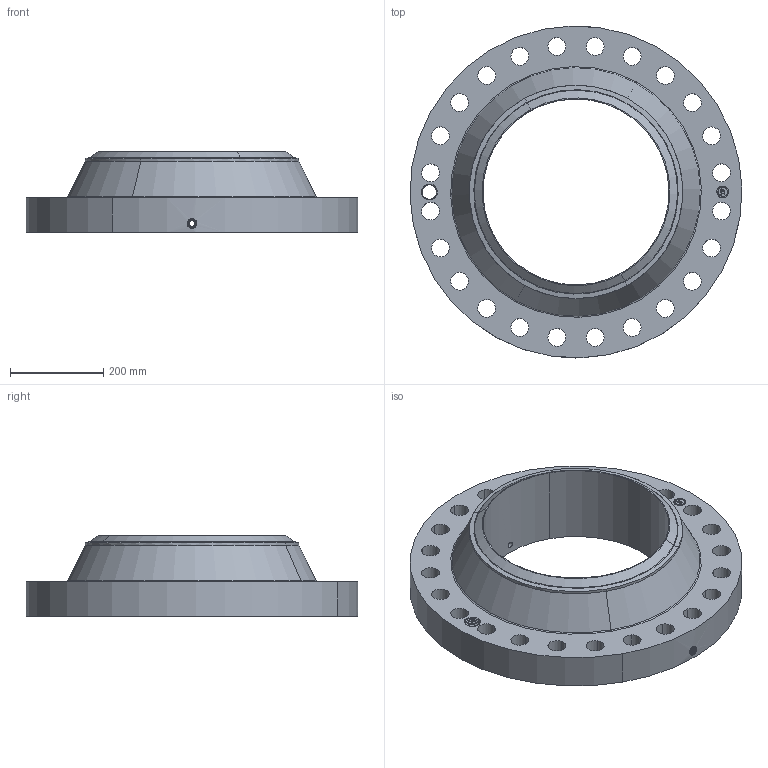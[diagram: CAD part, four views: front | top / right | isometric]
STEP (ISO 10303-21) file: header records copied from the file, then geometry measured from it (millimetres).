
FILE_DESCRIPTION(('3D STEP'),'2;1');
FILE_NAME('18-400-RTJ-WELD-NECK-100-ORIF-FLANGE.stp','2013-10-21T07:45:30+00:00',('Texas Flange'),(''),'CATIA Version 5 Release 20 SP 6 (IN-10)','CATIA V5 STEP AP214','800-826-3801');
FILE_SCHEMA(('AUTOMOTIVE_DESIGN { 1 0 10303 214 1 1 1 1 }'));
Length unit declared in the file: inch
Products named in the file (1): 18-400-RTJ-WELD-NECK-100-ORIF-FLANGE
Bounding box: 711 x 711.2 x 173.02 mm (x, y, z)
Volume: 23819559.6 mm3; surface area: 1217389.3 mm2
Topology: 1 solids, 1 shells, 828 faces, 2248 edges, 1442 vertices
Faces by surface type: plane 370, bspline 263, cylinder 129, cone 54, torus 8, revolution 4
Entity records: 34889 total; most frequent: CARTESIAN_POINT 14422, ORIENTED_EDGE 4496, EDGE_CURVE 2248, DIRECTION 2231, VERTEX_POINT 1442, VECTOR 1222, LINE 1222, EDGE_LOOP 904
